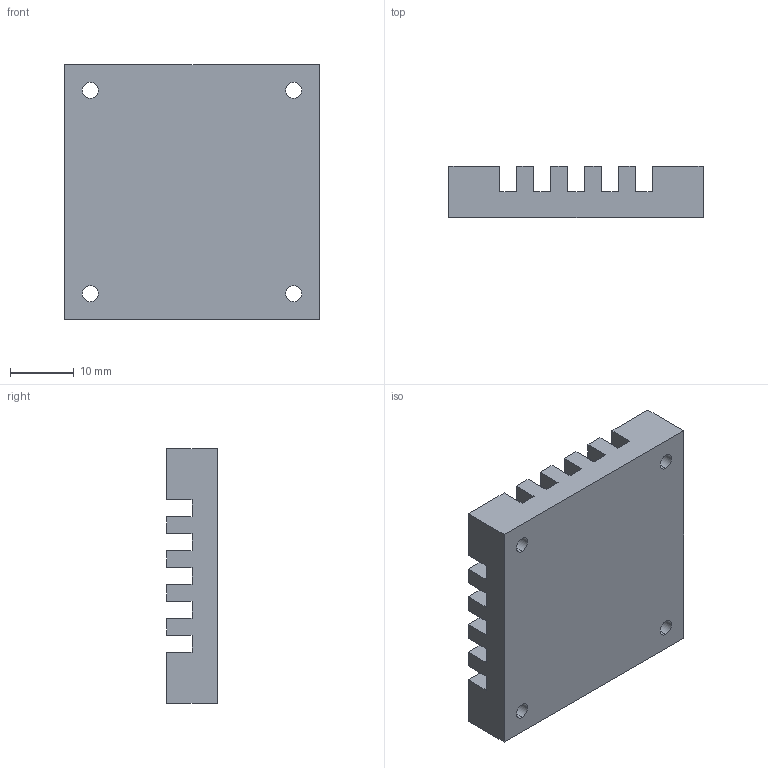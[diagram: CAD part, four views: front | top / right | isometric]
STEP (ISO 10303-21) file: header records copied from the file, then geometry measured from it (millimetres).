
FILE_DESCRIPTION (( 'STEP AP214' ), '1' );
FILE_NAME ('【机加工】CNC40mm散热片.STEP', '2025-02-01T16:09:57', ( '' ), ( '' ), 'SwSTEP 2.0', 'SolidWorks 2024', '' );
FILE_SCHEMA (( 'AUTOMOTIVE_DESIGN' ));
Length unit declared in the file: millimetre
Products named in the file (1): 【机加工】CNC40mm散热片
Bounding box: 40 x 8 x 40 mm (x, y, z)
Volume: 8632.3 mm3; surface area: 6612.1 mm2
Topology: 1 solids, 1 shells, 250 faces, 648 edges, 432 vertices
Faces by surface type: plane 242, cylinder 8
Entity records: 7527 total; most frequent: CARTESIAN_POINT 1331, ORIENTED_EDGE 1296, DIRECTION 1166, EDGE_CURVE 648, LINE 632, VECTOR 632, VERTEX_POINT 432, EDGE_LOOP 290
